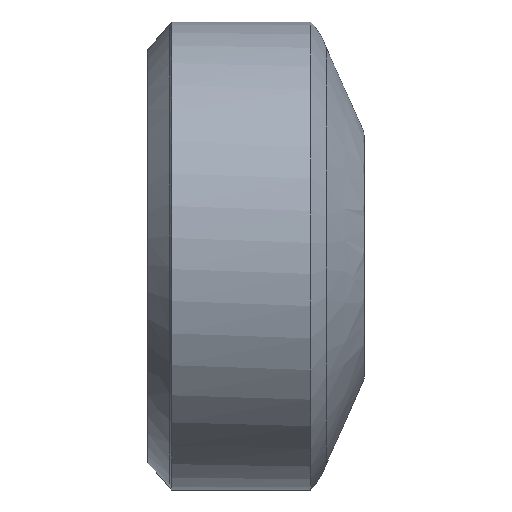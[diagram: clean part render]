
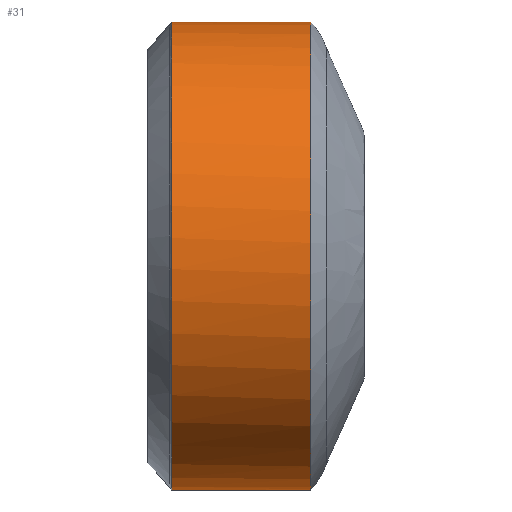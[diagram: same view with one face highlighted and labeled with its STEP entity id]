
A CAD part, left-side view. The second image highlights one B-rep face of the part: STEP entity #31.
In plain terms, the highlighted cylindrical face has radius 14.069 mm (diameter 28.139 mm), a partial arc.
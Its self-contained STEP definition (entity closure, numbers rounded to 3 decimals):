
#31=ADVANCED_FACE('',(#50),#258,.T.);
#50=FACE_OUTER_BOUND('',#70,.T.);
#70=EDGE_LOOP('',(#140,#141,#142,#143));
#140=ORIENTED_EDGE('',*,*,#189,.F.);
#141=ORIENTED_EDGE('',*,*,#184,.F.);
#142=ORIENTED_EDGE('',*,*,#188,.T.);
#143=ORIENTED_EDGE('',*,*,#162,.F.);
#162=EDGE_CURVE('',#237,#238,#208,.T.);
#184=EDGE_CURVE('',#253,#254,#224,.T.);
#188=EDGE_CURVE('',#253,#238,#228,.T.);
#189=EDGE_CURVE('',#254,#237,#229,.T.);
#208=(
BOUNDED_CURVE()
B_SPLINE_CURVE(2,(#750,#751,#752,#753,#754),.UNSPECIFIED.,.F.,.F.)
B_SPLINE_CURVE_WITH_KNOTS((3,2,3),(0.,28.139,56.278),
 .UNSPECIFIED.)
CURVE()
GEOMETRIC_REPRESENTATION_ITEM()
RATIONAL_B_SPLINE_CURVE((1.,0.707,1.,0.707,1.))
REPRESENTATION_ITEM('')
);
#224=(
BOUNDED_CURVE()
B_SPLINE_CURVE(2,(#896,#897,#898,#899,#900),.UNSPECIFIED.,.F.,.F.)
B_SPLINE_CURVE_WITH_KNOTS((3,2,3),(0.,28.139,56.278),
 .UNSPECIFIED.)
CURVE()
GEOMETRIC_REPRESENTATION_ITEM()
RATIONAL_B_SPLINE_CURVE((1.,0.707,1.,0.707,1.))
REPRESENTATION_ITEM('')
);
#228=(
BOUNDED_CURVE()
B_SPLINE_CURVE(1,(#909,#910),.UNSPECIFIED.,.F.,.F.)
B_SPLINE_CURVE_WITH_KNOTS((2,2),(0.,8.373),.UNSPECIFIED.)
CURVE()
GEOMETRIC_REPRESENTATION_ITEM()
RATIONAL_B_SPLINE_CURVE((1.,1.))
REPRESENTATION_ITEM('')
);
#229=(
BOUNDED_CURVE()
B_SPLINE_CURVE(1,(#911,#912),.UNSPECIFIED.,.F.,.F.)
B_SPLINE_CURVE_WITH_KNOTS((2,2),(0.,8.373),.UNSPECIFIED.)
CURVE()
GEOMETRIC_REPRESENTATION_ITEM()
RATIONAL_B_SPLINE_CURVE((1.,1.))
REPRESENTATION_ITEM('')
);
#237=VERTEX_POINT('',#695);
#238=VERTEX_POINT('',#696);
#253=VERTEX_POINT('',#711);
#254=VERTEX_POINT('',#712);
#258=CYLINDRICAL_SURFACE('',#368,14.07);
#368=AXIS2_PLACEMENT_3D('',#688,#380,$);
#380=DIRECTION('',(0.,-1.,0.));
#688=CARTESIAN_POINT('',(0.,0.885,14.07));
#695=CARTESIAN_POINT('',(0.,5.071,0.));
#696=CARTESIAN_POINT('',(0.,5.071,28.139));
#711=CARTESIAN_POINT('',(0.,-3.301,28.139));
#712=CARTESIAN_POINT('',(0.,-3.301,0.));
#750=CARTESIAN_POINT('',(0.,5.071,0.));
#751=CARTESIAN_POINT('',(-14.07,5.071,0.));
#752=CARTESIAN_POINT('',(-14.07,5.071,14.07));
#753=CARTESIAN_POINT('',(-14.07,5.071,28.139));
#754=CARTESIAN_POINT('',(0.,5.071,28.139));
#896=CARTESIAN_POINT('',(0.,-3.301,28.139));
#897=CARTESIAN_POINT('',(-14.07,-3.301,28.139));
#898=CARTESIAN_POINT('',(-14.07,-3.301,14.07));
#899=CARTESIAN_POINT('',(-14.07,-3.301,0.));
#900=CARTESIAN_POINT('',(0.,-3.301,0.));
#909=CARTESIAN_POINT('',(0.,-3.301,28.139));
#910=CARTESIAN_POINT('',(0.,5.071,28.139));
#911=CARTESIAN_POINT('',(0.,-3.301,0.));
#912=CARTESIAN_POINT('',(0.,5.071,0.));
